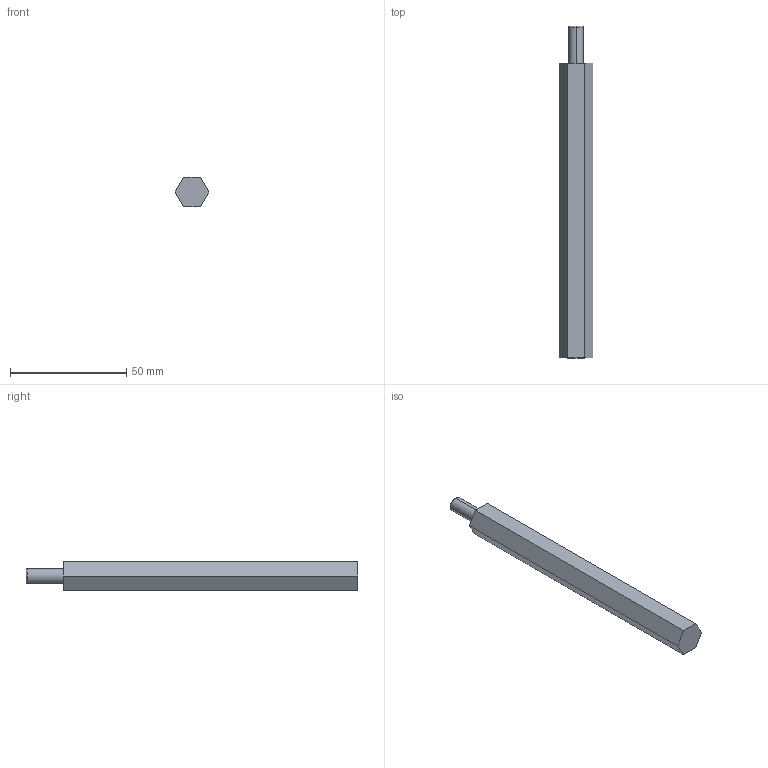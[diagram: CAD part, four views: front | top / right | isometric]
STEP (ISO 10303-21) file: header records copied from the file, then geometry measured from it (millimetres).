
FILE_DESCRIPTION (( 'STEP AP214' ), '1' );
FILE_NAME ('am-2043 am-2044 Modulox Encoder Shaft with Magnet REV 2.STEP', '2018-08-14T14:54:41', ( '' ), ( '' ), 'SwSTEP 2.0', 'SolidWorks 2018', '' );
FILE_SCHEMA (( 'AUTOMOTIVE_DESIGN' ));
Length unit declared in the file: millimetre
Products named in the file (3): am-2043 am-2044 Modulox Encoder Shaft with Magnet REV 2; Encoder Shaft am-2044; 250x1000 dowel
Assembly tree (2 placements, depth 2):
  am-2043 am-2044 Modulox Encoder Shaft with Magnet REV 2
    Encoder Shaft am-2044
    250x1000 dowel
Bounding box: 14.64 x 143 x 12.67 mm (x, y, z)
Volume: 18173.3 mm3; surface area: 6602.9 mm2
Topology: 2 solids, 2 shells, 19 faces, 38 edges, 24 vertices
Faces by surface type: plane 11, cylinder 4, torus 4
Entity records: 606 total; most frequent: DIRECTION 102, CARTESIAN_POINT 86, ORIENTED_EDGE 76, AXIS2_PLACEMENT_3D 40, EDGE_CURVE 38, VERTEX_POINT 24, VECTOR 22, LINE 22
